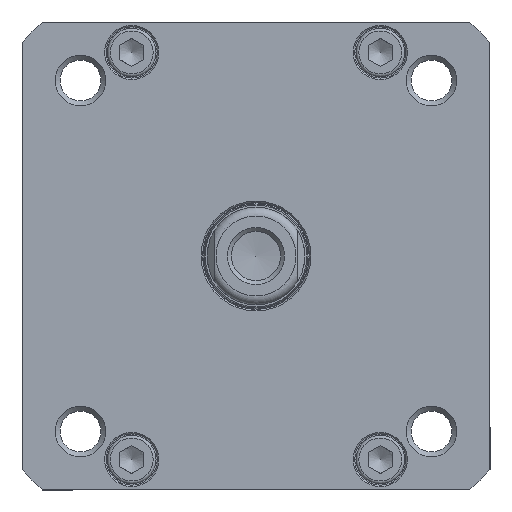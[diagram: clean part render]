
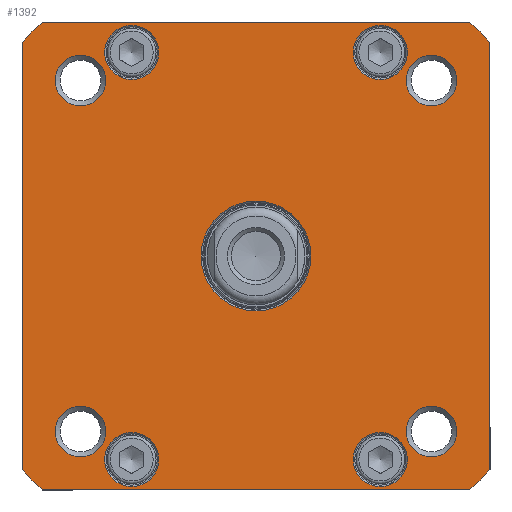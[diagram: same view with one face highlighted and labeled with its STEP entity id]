
A CAD part, front view. The second image highlights one B-rep face of the part: STEP entity #1392.
In plain terms, the highlighted planar face has unit normal (0, -1, 0).
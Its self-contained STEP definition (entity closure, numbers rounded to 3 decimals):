
#1218=CARTESIAN_POINT('',(0.,-97.35,0.));
#1219=DIRECTION('',(0.0,1.0,0.0));
#1220=DIRECTION('',(0.0,0.0,1.0));
#1221=AXIS2_PLACEMENT_3D('',#1218,#1219,#1220);
#1222=PLANE('',#1221);
#1223=CARTESIAN_POINT('',(43.829,-97.35,48.));
#1224=VERTEX_POINT('',#1223);
#1225=CARTESIAN_POINT('',(48.,-97.35,43.829));
#1226=VERTEX_POINT('',#1225);
#1227=CARTESIAN_POINT('',(0.0,-97.35,0.0));
#1228=DIRECTION('',(0.0,1.0,0.0));
#1229=DIRECTION('',(0.674,0.0,0.738));
#1230=AXIS2_PLACEMENT_3D('',#1227,#1228,#1229);
#1231=CIRCLE('',#1230,65.);
#1232=EDGE_CURVE('',#1224,#1226,#1231,.T.);
#1233=ORIENTED_EDGE('',*,*,#1232,.F.);
#1234=CARTESIAN_POINT('',(-43.829,-97.35,48.));
#1235=VERTEX_POINT('',#1234);
#1236=CARTESIAN_POINT('',(-43.829,-97.35,48.));
#1237=DIRECTION('',(1.0,0.0,0.0));
#1238=VECTOR('',#1237,87.658);
#1239=LINE('',#1236,#1238);
#1240=EDGE_CURVE('',#1235,#1224,#1239,.T.);
#1241=ORIENTED_EDGE('',*,*,#1240,.F.);
#1242=CARTESIAN_POINT('',(-48.,-97.35,43.829));
#1243=VERTEX_POINT('',#1242);
#1244=CARTESIAN_POINT('',(0.0,-97.35,0.0));
#1245=DIRECTION('',(0.0,1.0,0.0));
#1246=DIRECTION('',(-0.738,0.0,0.674));
#1247=AXIS2_PLACEMENT_3D('',#1244,#1245,#1246);
#1248=CIRCLE('',#1247,65.0);
#1249=EDGE_CURVE('',#1243,#1235,#1248,.T.);
#1250=ORIENTED_EDGE('',*,*,#1249,.F.);
#1251=CARTESIAN_POINT('',(-48.,-97.35,-43.829));
#1252=VERTEX_POINT('',#1251);
#1253=CARTESIAN_POINT('',(-48.,-97.35,-43.829));
#1254=DIRECTION('',(0.0,0.0,1.0));
#1255=VECTOR('',#1254,87.658);
#1256=LINE('',#1253,#1255);
#1257=EDGE_CURVE('',#1252,#1243,#1256,.T.);
#1258=ORIENTED_EDGE('',*,*,#1257,.F.);
#1259=CARTESIAN_POINT('',(-43.829,-97.35,-48.));
#1260=VERTEX_POINT('',#1259);
#1261=CARTESIAN_POINT('',(0.0,-97.35,0.0));
#1262=DIRECTION('',(0.0,1.0,0.0));
#1263=DIRECTION('',(-0.674,0.0,-0.738));
#1264=AXIS2_PLACEMENT_3D('',#1261,#1262,#1263);
#1265=CIRCLE('',#1264,65.0);
#1266=EDGE_CURVE('',#1260,#1252,#1265,.T.);
#1267=ORIENTED_EDGE('',*,*,#1266,.F.);
#1268=CARTESIAN_POINT('',(43.829,-97.35,-48.));
#1269=VERTEX_POINT('',#1268);
#1270=CARTESIAN_POINT('',(43.829,-97.35,-48.));
#1271=DIRECTION('',(-1.0,0.0,0.0));
#1272=VECTOR('',#1271,87.658);
#1273=LINE('',#1270,#1272);
#1274=EDGE_CURVE('',#1269,#1260,#1273,.T.);
#1275=ORIENTED_EDGE('',*,*,#1274,.F.);
#1276=CARTESIAN_POINT('',(48.,-97.35,-43.829));
#1277=VERTEX_POINT('',#1276);
#1278=CARTESIAN_POINT('',(0.0,-97.35,0.0));
#1279=DIRECTION('',(0.0,1.0,0.0));
#1280=DIRECTION('',(0.738,0.0,-0.674));
#1281=AXIS2_PLACEMENT_3D('',#1278,#1279,#1280);
#1282=CIRCLE('',#1281,65.0);
#1283=EDGE_CURVE('',#1277,#1269,#1282,.T.);
#1284=ORIENTED_EDGE('',*,*,#1283,.F.);
#1285=CARTESIAN_POINT('',(48.,-97.35,43.829));
#1286=DIRECTION('',(0.0,0.0,-1.0));
#1287=VECTOR('',#1286,87.658);
#1288=LINE('',#1285,#1287);
#1289=EDGE_CURVE('',#1226,#1277,#1288,.T.);
#1290=ORIENTED_EDGE('',*,*,#1289,.F.);
#1291=EDGE_LOOP('',(#1233,#1241,#1250,#1258,#1267,#1275,#1284,#1290));
#1292=FACE_OUTER_BOUND('',#1291,.T.);
#1293=CARTESIAN_POINT('',(-30.812,-97.35,-36.));
#1294=VERTEX_POINT('',#1293);
#1295=CARTESIAN_POINT('',(-36.,-97.35,-36.));
#1296=DIRECTION('',(0.0,-1.0,0.0));
#1297=DIRECTION('',(-1.0,0.0,0.0));
#1298=AXIS2_PLACEMENT_3D('',#1295,#1296,#1297);
#1299=CIRCLE('',#1298,5.188);
#1300=EDGE_CURVE('',#1294,#1294,#1299,.T.);
#1301=ORIENTED_EDGE('',*,*,#1300,.F.);
#1302=EDGE_LOOP('',(#1301));
#1303=FACE_BOUND('',#1302,.T.);
#1304=CARTESIAN_POINT('',(41.188,-97.35,36.));
#1305=VERTEX_POINT('',#1304);
#1306=CARTESIAN_POINT('',(36.,-97.35,36.));
#1307=DIRECTION('',(0.0,-1.0,0.0));
#1308=DIRECTION('',(-1.0,0.0,0.0));
#1309=AXIS2_PLACEMENT_3D('',#1306,#1307,#1308);
#1310=CIRCLE('',#1309,5.188);
#1311=EDGE_CURVE('',#1305,#1305,#1310,.T.);
#1312=ORIENTED_EDGE('',*,*,#1311,.F.);
#1313=EDGE_LOOP('',(#1312));
#1314=FACE_BOUND('',#1313,.T.);
#1315=CARTESIAN_POINT('',(-19.95,-97.35,-41.75));
#1316=VERTEX_POINT('',#1315);
#1317=CARTESIAN_POINT('',(-25.5,-97.35,-41.75));
#1318=DIRECTION('',(0.0,-1.0,0.0));
#1319=DIRECTION('',(-1.0,0.0,0.0));
#1320=AXIS2_PLACEMENT_3D('',#1317,#1318,#1319);
#1321=CIRCLE('',#1320,5.55);
#1322=EDGE_CURVE('',#1316,#1316,#1321,.T.);
#1323=ORIENTED_EDGE('',*,*,#1322,.F.);
#1324=EDGE_LOOP('',(#1323));
#1325=FACE_BOUND('',#1324,.T.);
#1326=CARTESIAN_POINT('',(31.05,-97.35,41.75));
#1327=VERTEX_POINT('',#1326);
#1328=CARTESIAN_POINT('',(25.5,-97.35,41.75));
#1329=DIRECTION('',(0.0,-1.0,0.0));
#1330=DIRECTION('',(-1.0,0.0,0.0));
#1331=AXIS2_PLACEMENT_3D('',#1328,#1329,#1330);
#1332=CIRCLE('',#1331,5.55);
#1333=EDGE_CURVE('',#1327,#1327,#1332,.T.);
#1334=ORIENTED_EDGE('',*,*,#1333,.F.);
#1335=EDGE_LOOP('',(#1334));
#1336=FACE_BOUND('',#1335,.T.);
#1337=CARTESIAN_POINT('',(-11.25,-97.35,0.));
#1338=VERTEX_POINT('',#1337);
#1339=CARTESIAN_POINT('',(0.0,-97.35,0.0));
#1340=DIRECTION('',(0.0,-1.0,0.0));
#1341=DIRECTION('',(1.0,0.0,0.0));
#1342=AXIS2_PLACEMENT_3D('',#1339,#1340,#1341);
#1343=CIRCLE('',#1342,11.25);
#1344=EDGE_CURVE('',#1338,#1338,#1343,.T.);
#1345=ORIENTED_EDGE('',*,*,#1344,.F.);
#1346=EDGE_LOOP('',(#1345));
#1347=FACE_BOUND('',#1346,.T.);
#1348=CARTESIAN_POINT('',(-19.95,-97.35,41.75));
#1349=VERTEX_POINT('',#1348);
#1350=CARTESIAN_POINT('',(-25.5,-97.35,41.75));
#1351=DIRECTION('',(0.0,-1.0,0.0));
#1352=DIRECTION('',(-1.0,0.0,0.0));
#1353=AXIS2_PLACEMENT_3D('',#1350,#1351,#1352);
#1354=CIRCLE('',#1353,5.55);
#1355=EDGE_CURVE('',#1349,#1349,#1354,.T.);
#1356=ORIENTED_EDGE('',*,*,#1355,.F.);
#1357=EDGE_LOOP('',(#1356));
#1358=FACE_BOUND('',#1357,.T.);
#1359=CARTESIAN_POINT('',(31.05,-97.35,-41.75));
#1360=VERTEX_POINT('',#1359);
#1361=CARTESIAN_POINT('',(25.5,-97.35,-41.75));
#1362=DIRECTION('',(0.0,-1.0,0.0));
#1363=DIRECTION('',(-1.0,0.0,0.0));
#1364=AXIS2_PLACEMENT_3D('',#1361,#1362,#1363);
#1365=CIRCLE('',#1364,5.55);
#1366=EDGE_CURVE('',#1360,#1360,#1365,.T.);
#1367=ORIENTED_EDGE('',*,*,#1366,.F.);
#1368=EDGE_LOOP('',(#1367));
#1369=FACE_BOUND('',#1368,.T.);
#1370=CARTESIAN_POINT('',(-30.812,-97.35,36.));
#1371=VERTEX_POINT('',#1370);
#1372=CARTESIAN_POINT('',(-36.,-97.35,36.));
#1373=DIRECTION('',(0.0,-1.0,0.0));
#1374=DIRECTION('',(-1.0,0.0,0.0));
#1375=AXIS2_PLACEMENT_3D('',#1372,#1373,#1374);
#1376=CIRCLE('',#1375,5.188);
#1377=EDGE_CURVE('',#1371,#1371,#1376,.T.);
#1378=ORIENTED_EDGE('',*,*,#1377,.F.);
#1379=EDGE_LOOP('',(#1378));
#1380=FACE_BOUND('',#1379,.T.);
#1381=CARTESIAN_POINT('',(41.188,-97.35,-36.));
#1382=VERTEX_POINT('',#1381);
#1383=CARTESIAN_POINT('',(36.,-97.35,-36.));
#1384=DIRECTION('',(0.0,-1.0,0.0));
#1385=DIRECTION('',(-1.0,0.0,0.0));
#1386=AXIS2_PLACEMENT_3D('',#1383,#1384,#1385);
#1387=CIRCLE('',#1386,5.188);
#1388=EDGE_CURVE('',#1382,#1382,#1387,.T.);
#1389=ORIENTED_EDGE('',*,*,#1388,.F.);
#1390=EDGE_LOOP('',(#1389));
#1391=FACE_BOUND('',#1390,.T.);
#1392=ADVANCED_FACE('',(#1292,#1303,#1314,#1325,#1336,#1347,#1358,#1369,#1380,#1391),#1222,.F.);
